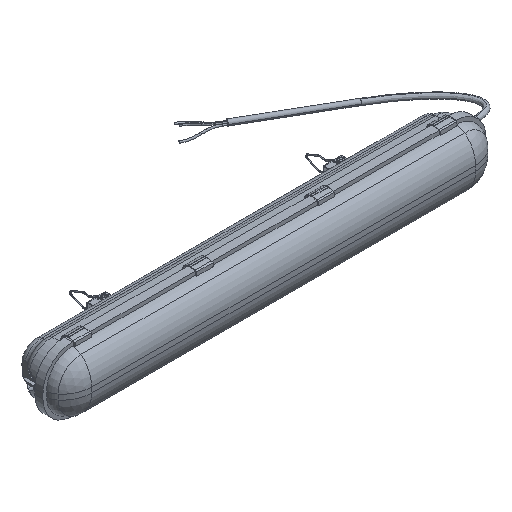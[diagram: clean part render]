
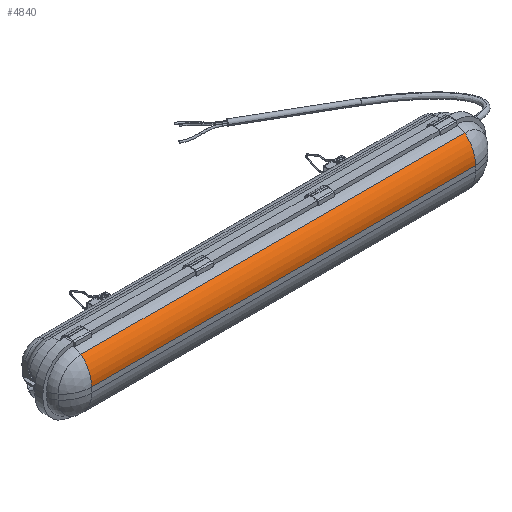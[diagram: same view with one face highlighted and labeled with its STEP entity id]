
A CAD part, isometric view. The second image highlights one B-rep face of the part: STEP entity #4840.
In plain terms, the highlighted cylindrical face has radius 40 mm (diameter 80 mm), a partial arc.
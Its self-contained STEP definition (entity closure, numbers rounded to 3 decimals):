
#787 = ORIENTED_EDGE ( 'NONE', *, *, #13890, .F. ) ;
#839 = DIRECTION ( 'NONE',  ( 0., 0., -1. ) ) ;
#1434 = CYLINDRICAL_SURFACE ( 'NONE', #11086, 40. ) ;
#1634 = CARTESIAN_POINT ( 'NONE',  ( 260., -23.839, 34.45 ) ) ;
#1710 = DIRECTION ( 'NONE',  ( -1., 0., 0. ) ) ;
#2003 = CARTESIAN_POINT ( 'NONE',  ( -260., -23.839, 34.45 ) ) ;
#2194 = VERTEX_POINT ( 'NONE', #1634 ) ;
#2755 = EDGE_CURVE ( 'NONE', #6061, #3696, #5342, .T. ) ;
#2914 = ORIENTED_EDGE ( 'NONE', *, *, #2755, .T. ) ;
#3286 = CARTESIAN_POINT ( 'NONE',  ( -260., -38.5, 3.5 ) ) ;
#3455 = VECTOR ( 'NONE', #7330, 1000. ) ;
#3593 = DIRECTION ( 'NONE',  ( 1., 0., 0. ) ) ;
#3696 = VERTEX_POINT ( 'NONE', #6980 ) ;
#4325 = EDGE_LOOP ( 'NONE', ( #787, #5479, #2914, #13626 ) ) ;
#4709 = EDGE_CURVE ( 'NONE', #6061, #12962, #10614, .T. ) ;
#4840 = ADVANCED_FACE ( 'NONE', ( #8201 ), #1434, .T. ) ;
#4913 = DIRECTION ( 'NONE',  ( 1., 0., 0. ) ) ;
#5342 = LINE ( 'NONE', #11962, #3455 ) ;
#5479 = ORIENTED_EDGE ( 'NONE', *, *, #4709, .F. ) ;
#6061 = VERTEX_POINT ( 'NONE', #3286 ) ;
#6135 = EDGE_CURVE ( 'NONE', #3696, #2194, #7598, .T. ) ;
#6574 = CARTESIAN_POINT ( 'NONE',  ( -260., 1.5, 3.5 ) ) ;
#6725 = DIRECTION ( 'NONE',  ( 0., 0., 1. ) ) ;
#6980 = CARTESIAN_POINT ( 'NONE',  ( 260., -38.5, 3.5 ) ) ;
#7330 = DIRECTION ( 'NONE',  ( 1., 0., 0. ) ) ;
#7598 = CIRCLE ( 'NONE', #9031, 40. ) ;
#8049 = DIRECTION ( 'NONE',  ( -1., 0., 0. ) ) ;
#8063 = CARTESIAN_POINT ( 'NONE',  ( -260., 1.5, 3.5 ) ) ;
#8201 = FACE_OUTER_BOUND ( 'NONE', #4325, .T. ) ;
#8997 = LINE ( 'NONE', #9700, #15342 ) ;
#9031 = AXIS2_PLACEMENT_3D ( 'NONE', #10299, #8049, #6725 ) ;
#9700 = CARTESIAN_POINT ( 'NONE',  ( -260., -23.839, 34.45 ) ) ;
#10299 = CARTESIAN_POINT ( 'NONE',  ( 260., 1.5, 3.5 ) ) ;
#10614 = CIRCLE ( 'NONE', #15203, 40. ) ;
#11086 = AXIS2_PLACEMENT_3D ( 'NONE', #8063, #3593, #839 ) ;
#11962 = CARTESIAN_POINT ( 'NONE',  ( -260., -38.5, 3.5 ) ) ;
#12962 = VERTEX_POINT ( 'NONE', #2003 ) ;
#13626 = ORIENTED_EDGE ( 'NONE', *, *, #6135, .T. ) ;
#13890 = EDGE_CURVE ( 'NONE', #12962, #2194, #8997, .T. ) ;
#15001 = DIRECTION ( 'NONE',  ( 0., 0., 1. ) ) ;
#15203 = AXIS2_PLACEMENT_3D ( 'NONE', #6574, #1710, #15001 ) ;
#15342 = VECTOR ( 'NONE', #4913, 1000. ) ;
